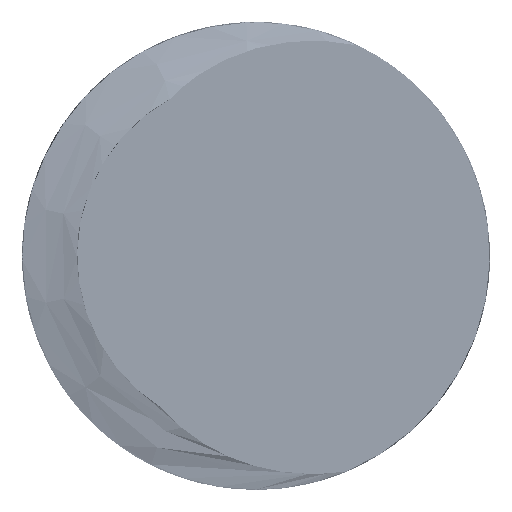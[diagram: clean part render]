
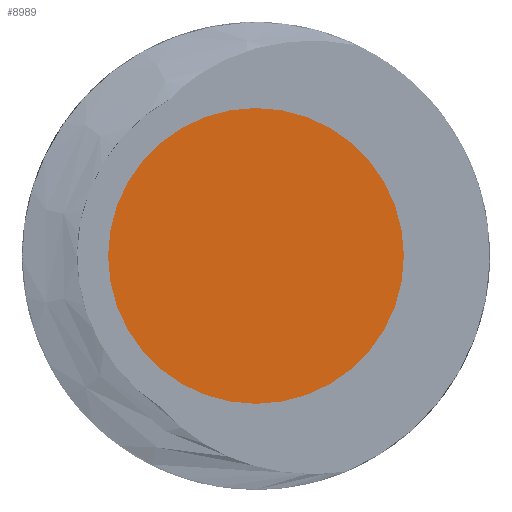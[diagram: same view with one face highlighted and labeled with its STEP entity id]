
A CAD part, left-side view. The second image highlights one B-rep face of the part: STEP entity #8989.
In plain terms, the highlighted planar face has unit normal (-1, 0, 0).
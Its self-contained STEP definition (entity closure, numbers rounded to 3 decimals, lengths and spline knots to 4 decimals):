
#22=PLANE('',#9488);
#499=FACE_OUTER_BOUND('',#979,.T.);
#979=EDGE_LOOP('',(#8025));
#996=CIRCLE('',#9487,5.);
#3806=VERTEX_POINT('',#45566);
#5215=EDGE_CURVE('',#3806,#3806,#996,.T.);
#8025=ORIENTED_EDGE('',*,*,#5215,.T.);
#8989=ADVANCED_FACE('',(#499),#22,.T.);
#9487=AXIS2_PLACEMENT_3D('',#45567,#10912,#10913);
#9488=AXIS2_PLACEMENT_3D('',#45569,#10915,#10916);
#10912=DIRECTION('center_axis',(-1.,0.,0.));
#10913=DIRECTION('ref_axis',(0.,0.,1.));
#10915=DIRECTION('center_axis',(-1.,0.,0.));
#10916=DIRECTION('ref_axis',(0.,0.,1.));
#45566=CARTESIAN_POINT('',(-378.5,0.,-5.));
#45567=CARTESIAN_POINT('Origin',(-378.5,0.,0.));
#45569=CARTESIAN_POINT('Origin',(-378.5,0.,0.));
